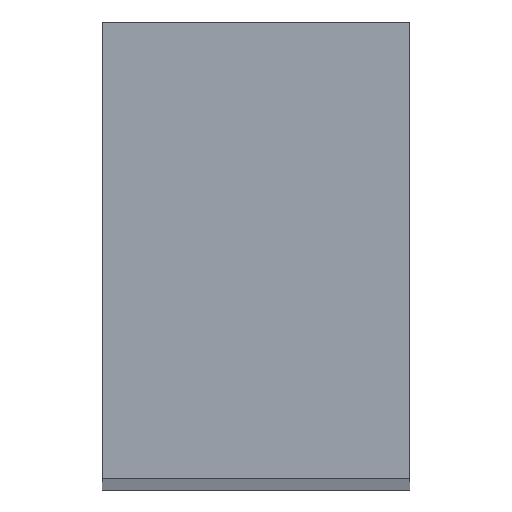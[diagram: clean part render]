
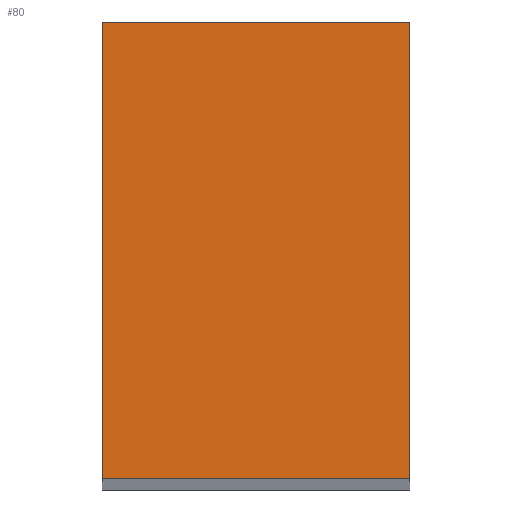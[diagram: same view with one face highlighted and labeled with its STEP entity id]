
A CAD part, top view. The second image highlights one B-rep face of the part: STEP entity #80.
In plain terms, the highlighted planar face has unit normal (0, 0, 1).
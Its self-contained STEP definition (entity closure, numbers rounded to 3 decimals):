
#80 = ADVANCED_FACE( '', ( #92 ), #93, .T. );
#92 = FACE_OUTER_BOUND( '', #104, .T. );
#93 = PLANE( '', #105 );
#104 = EDGE_LOOP( '', ( #141, #142, #143, #144 ) );
#105 = AXIS2_PLACEMENT_3D( '', #145, #146, #147 );
#141 = ORIENTED_EDGE( '', *, *, #150, .T. );
#142 = ORIENTED_EDGE( '', *, *, #154, .T. );
#143 = ORIENTED_EDGE( '', *, *, #157, .T. );
#144 = ORIENTED_EDGE( '', *, *, #159, .T. );
#145 = CARTESIAN_POINT( '', ( 0., 0., 225. ) );
#146 = DIRECTION( '', ( 0., 0., 1. ) );
#147 = DIRECTION( '', ( 1., 0., 0. ) );
#150 = EDGE_CURVE( '', #165, #163, #166, .T. );
#154 = EDGE_CURVE( '', #163, #170, #172, .T. );
#157 = EDGE_CURVE( '', #170, #175, #177, .T. );
#159 = EDGE_CURVE( '', #175, #165, #179, .T. );
#163 = VERTEX_POINT( '', #184 );
#165 = VERTEX_POINT( '', #187 );
#166 = LINE( '', #188, #189 );
#170 = VERTEX_POINT( '', #195 );
#172 = LINE( '', #198, #199 );
#175 = VERTEX_POINT( '', #203 );
#177 = LINE( '', #206, #207 );
#179 = LINE( '', #210, #211 );
#184 = CARTESIAN_POINT( '', ( 0., 15.3, 225. ) );
#187 = CARTESIAN_POINT( '', ( 10.3, 15.3, 225. ) );
#188 = CARTESIAN_POINT( '', ( 10.3, 15.3, 225. ) );
#189 = VECTOR( '', #214, 1000. );
#195 = CARTESIAN_POINT( '', ( 0., 0., 225. ) );
#198 = CARTESIAN_POINT( '', ( 0., 15.3, 225. ) );
#199 = VECTOR( '', #218, 1000. );
#203 = CARTESIAN_POINT( '', ( 10.3, 0., 225. ) );
#206 = CARTESIAN_POINT( '', ( 0., 0., 225. ) );
#207 = VECTOR( '', #221, 1000. );
#210 = CARTESIAN_POINT( '', ( 10.3, 0., 225. ) );
#211 = VECTOR( '', #223, 1000. );
#214 = DIRECTION( '', ( -1., 0., 0. ) );
#218 = DIRECTION( '', ( 0., -1., 0. ) );
#221 = DIRECTION( '', ( 1., 0., 0. ) );
#223 = DIRECTION( '', ( 0., 1., 0. ) );
